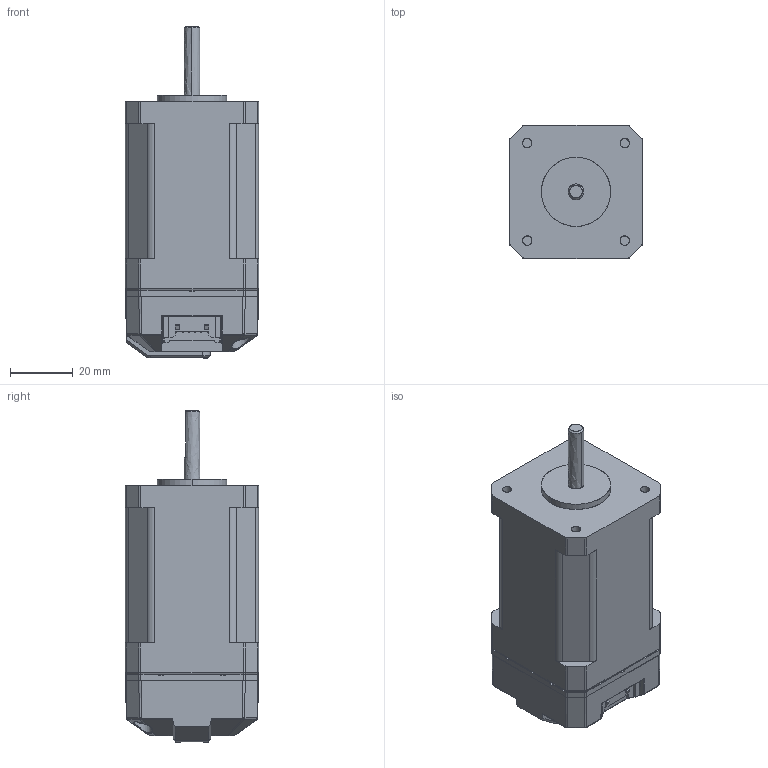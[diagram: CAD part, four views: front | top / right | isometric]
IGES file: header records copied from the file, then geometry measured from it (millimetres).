
Start section: SolidWorks IGES file using analytic representation for surfaces
Global section: file name: ESS17-07.IGS; native system: SolidWorks 2016; preprocessor: SolidWorks 2016; author: JL-PC; date: 191101.155319; units: millimetre
Bounding box: 42.3 x 42.3 x 105.5 mm (x, y, z)
Surface area: 35186.7 mm2 (no closed solid volume)
Topology: 0 solids, 0 shells, 1391 faces, 11114 edges, 11114 vertices
Faces by surface type: bspline 1050, revolution 341
